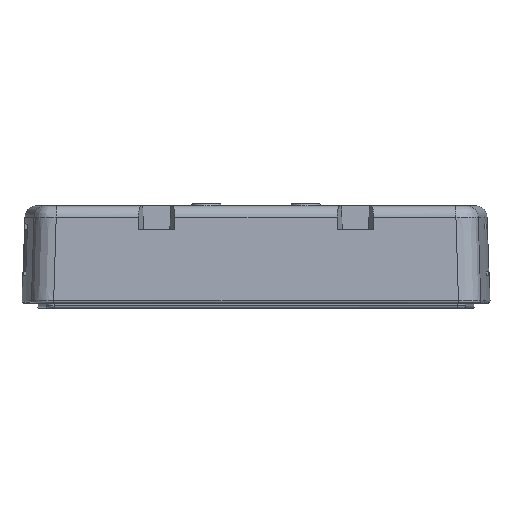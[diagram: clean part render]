
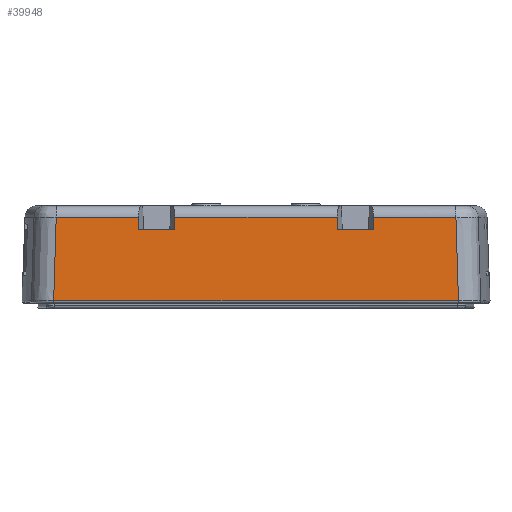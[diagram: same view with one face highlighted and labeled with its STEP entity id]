
A CAD part, left-side view. The second image highlights one B-rep face of the part: STEP entity #39948.
In plain terms, the highlighted planar face has unit normal (-0.999, 0, 0.035).
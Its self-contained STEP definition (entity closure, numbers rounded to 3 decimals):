
#39922=AXIS2_PLACEMENT_3D('Plane Axis2P3D',#39919,#39920,#39921) ;
#38272=CARTESIAN_POINT('Vertex',(0.,98.778,1.717)) ;
#38368=CARTESIAN_POINT('Vertex',(0.,7.148,1.717)) ;
#38527=CARTESIAN_POINT('Control Point',(0.659,7.714,20.594)) ;
#38528=CARTESIAN_POINT('Control Point',(0.439,7.525,14.302)) ;
#38529=CARTESIAN_POINT('Control Point',(0.22,7.336,8.01)) ;
#38530=CARTESIAN_POINT('Control Point',(0.,7.148,1.717)) ;
#38531=CARTESIAN_POINT('Vertex',(0.659,7.714,20.594)) ;
#39261=CARTESIAN_POINT('Vertex',(0.659,98.213,20.594)) ;
#39301=CARTESIAN_POINT('Line Origine',(0.659,41.722,20.594)) ;
#39305=CARTESIAN_POINT('Vertex',(0.659,79.584,20.594)) ;
#39343=CARTESIAN_POINT('Line Origine',(0.61,79.546,19.197)) ;
#39347=CARTESIAN_POINT('Vertex',(0.562,79.509,17.8)) ;
#39419=CARTESIAN_POINT('Vertex',(0.562,71.435,17.8)) ;
#39422=CARTESIAN_POINT('Line Origine',(0.61,71.397,19.197)) ;
#39426=CARTESIAN_POINT('Vertex',(0.659,71.36,20.594)) ;
#39474=CARTESIAN_POINT('Line Origine',(0.659,41.722,20.594)) ;
#39478=CARTESIAN_POINT('Vertex',(0.659,34.584,20.594)) ;
#39679=CARTESIAN_POINT('Line Origine',(0.61,34.546,19.197)) ;
#39683=CARTESIAN_POINT('Vertex',(0.562,34.509,17.8)) ;
#39755=CARTESIAN_POINT('Vertex',(0.562,26.435,17.8)) ;
#39758=CARTESIAN_POINT('Line Origine',(0.61,26.397,19.197)) ;
#39762=CARTESIAN_POINT('Vertex',(0.659,26.36,20.594)) ;
#39800=CARTESIAN_POINT('Line Origine',(0.659,41.722,20.594)) ;
#39886=CARTESIAN_POINT('Control Point',(0.659,98.213,20.594)) ;
#39887=CARTESIAN_POINT('Control Point',(0.439,98.401,14.302)) ;
#39888=CARTESIAN_POINT('Control Point',(0.22,98.59,8.01)) ;
#39889=CARTESIAN_POINT('Control Point',(0.,98.778,1.717)) ;
#39906=CARTESIAN_POINT('Line Origine',(0.,2.815,1.717)) ;
#39919=CARTESIAN_POINT('Axis2P3D Location',(-0.018,2.815,1.2)) ;
#39924=CARTESIAN_POINT('Line Origine',(0.562,30.472,17.8)) ;
#39929=CARTESIAN_POINT('Line Origine',(0.562,75.472,17.8)) ;
#39302=DIRECTION('Vector Direction',(0.,-1.,0.)) ;
#39344=DIRECTION('Vector Direction',(0.035,0.027,0.999)) ;
#39423=DIRECTION('Vector Direction',(-0.035,0.027,-0.999)) ;
#39475=DIRECTION('Vector Direction',(0.,-1.,0.)) ;
#39680=DIRECTION('Vector Direction',(-0.035,-0.027,-0.999)) ;
#39759=DIRECTION('Vector Direction',(0.035,-0.027,0.999)) ;
#39801=DIRECTION('Vector Direction',(0.,-1.,0.)) ;
#39907=DIRECTION('Vector Direction',(0.,1.,0.)) ;
#39920=DIRECTION('Axis2P3D Direction',(-0.999,0.,0.035)) ;
#39921=DIRECTION('Axis2P3D XDirection',(-0.035,0.,-0.999)) ;
#39925=DIRECTION('Vector Direction',(0.,1.,0.)) ;
#39930=DIRECTION('Vector Direction',(0.,-1.,0.)) ;
#39303=VECTOR('Line Direction',#39302,1.) ;
#39345=VECTOR('Line Direction',#39344,1.) ;
#39424=VECTOR('Line Direction',#39423,1.) ;
#39476=VECTOR('Line Direction',#39475,1.) ;
#39681=VECTOR('Line Direction',#39680,1.) ;
#39760=VECTOR('Line Direction',#39759,1.) ;
#39802=VECTOR('Line Direction',#39801,1.) ;
#39908=VECTOR('Line Direction',#39907,1.) ;
#39926=VECTOR('Line Direction',#39925,1.) ;
#39931=VECTOR('Line Direction',#39930,1.) ;
#39935=ORIENTED_EDGE('',*,*,#39890,.T.) ;
#39936=ORIENTED_EDGE('',*,*,#39910,.T.) ;
#39937=ORIENTED_EDGE('',*,*,#38533,.T.) ;
#39938=ORIENTED_EDGE('',*,*,#39804,.T.) ;
#39939=ORIENTED_EDGE('',*,*,#39764,.F.) ;
#39940=ORIENTED_EDGE('',*,*,#39928,.T.) ;
#39941=ORIENTED_EDGE('',*,*,#39685,.F.) ;
#39942=ORIENTED_EDGE('',*,*,#39480,.T.) ;
#39943=ORIENTED_EDGE('',*,*,#39428,.T.) ;
#39944=ORIENTED_EDGE('',*,*,#39933,.F.) ;
#39945=ORIENTED_EDGE('',*,*,#39349,.T.) ;
#39946=ORIENTED_EDGE('',*,*,#39307,.T.) ;
#39948=ADVANCED_FACE('1001\\CABTITE_FRFT_10-6',(#39947),#39923,.T.) ;
#38533=EDGE_CURVE('',#38369,#38532,#38526,.F.) ;
#39307=EDGE_CURVE('',#39306,#39262,#39304,.F.) ;
#39349=EDGE_CURVE('',#39348,#39306,#39346,.T.) ;
#39428=EDGE_CURVE('',#39427,#39420,#39425,.T.) ;
#39480=EDGE_CURVE('',#39479,#39427,#39477,.F.) ;
#39685=EDGE_CURVE('',#39479,#39684,#39682,.T.) ;
#39764=EDGE_CURVE('',#39756,#39763,#39761,.T.) ;
#39804=EDGE_CURVE('',#38532,#39763,#39803,.F.) ;
#39890=EDGE_CURVE('',#39262,#38273,#39885,.T.) ;
#39910=EDGE_CURVE('',#38273,#38369,#39909,.F.) ;
#39928=EDGE_CURVE('',#39756,#39684,#39927,.T.) ;
#39933=EDGE_CURVE('',#39348,#39420,#39932,.T.) ;
#39934=EDGE_LOOP('',(#39935,#39936,#39937,#39938,#39939,#39940,#39941,#39942,#39943,#39944,#39945,#39946)) ;
#39947=FACE_OUTER_BOUND('',#39934,.T.) ;
#39304=LINE('Line',#39301,#39303) ;
#39346=LINE('Line',#39343,#39345) ;
#39425=LINE('Line',#39422,#39424) ;
#39477=LINE('Line',#39474,#39476) ;
#39682=LINE('Line',#39679,#39681) ;
#39761=LINE('Line',#39758,#39760) ;
#39803=LINE('Line',#39800,#39802) ;
#39909=LINE('Line',#39906,#39908) ;
#39927=LINE('Line',#39924,#39926) ;
#39932=LINE('Line',#39929,#39931) ;
#39923=PLANE('',#39922) ;
#38273=VERTEX_POINT('',#38272) ;
#38369=VERTEX_POINT('',#38368) ;
#38532=VERTEX_POINT('',#38531) ;
#39262=VERTEX_POINT('',#39261) ;
#39306=VERTEX_POINT('',#39305) ;
#39348=VERTEX_POINT('',#39347) ;
#39420=VERTEX_POINT('',#39419) ;
#39427=VERTEX_POINT('',#39426) ;
#39479=VERTEX_POINT('',#39478) ;
#39684=VERTEX_POINT('',#39683) ;
#39756=VERTEX_POINT('',#39755) ;
#39763=VERTEX_POINT('',#39762) ;
#38526=(BOUNDED_CURVE()B_SPLINE_CURVE(3,(#38527,#38528,#38529,#38530),.UNSPECIFIED.,.F.,.U.)B_SPLINE_CURVE_WITH_KNOTS((4,4),(0.114,19.011),.UNSPECIFIED.)CURVE()GEOMETRIC_REPRESENTATION_ITEM()RATIONAL_B_SPLINE_CURVE((1.,1.,1.,1.))REPRESENTATION_ITEM('')) ;
#39885=(BOUNDED_CURVE()B_SPLINE_CURVE(3,(#39886,#39887,#39888,#39889),.UNSPECIFIED.,.F.,.U.)B_SPLINE_CURVE_WITH_KNOTS((4,4),(0.114,19.011),.UNSPECIFIED.)CURVE()GEOMETRIC_REPRESENTATION_ITEM()RATIONAL_B_SPLINE_CURVE((1.,1.,1.,1.))REPRESENTATION_ITEM('')) ;
